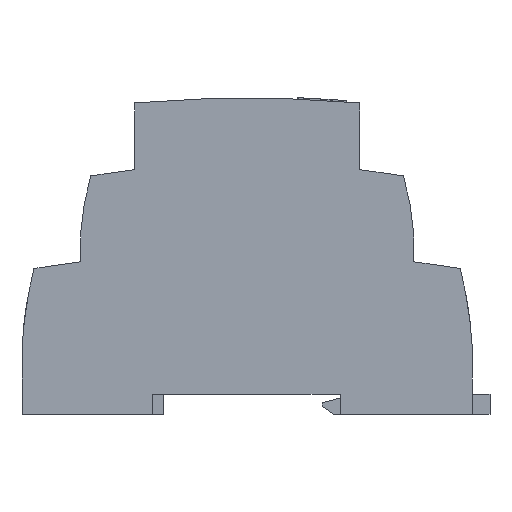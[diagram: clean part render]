
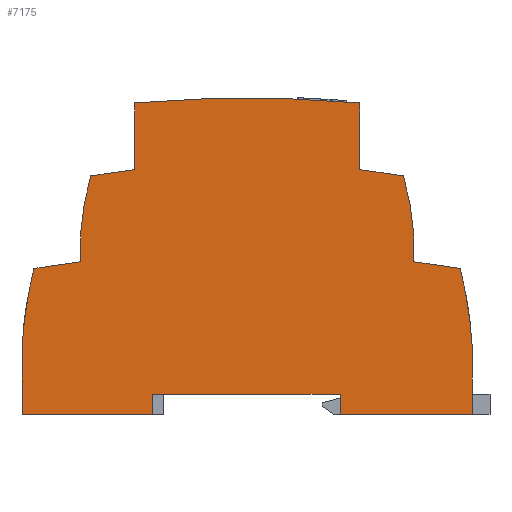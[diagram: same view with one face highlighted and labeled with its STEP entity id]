
A CAD part, left-side view. The second image highlights one B-rep face of the part: STEP entity #7175.
In plain terms, the highlighted planar face has unit normal (-1, 0, 0).
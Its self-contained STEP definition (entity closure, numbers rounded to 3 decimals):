
#1951=DIRECTION('',(0.,1.,0.));
#1952=VECTOR('',#1951,37.497);
#1953=CARTESIAN_POINT('',(3519.163,3242.497,25.028));
#1954=LINE('',#1953,#1952);
#2432=DIRECTION('',(0.,-1.,0.));
#2433=VECTOR('',#2432,26.061);
#2434=CARTESIAN_POINT('',(3519.163,3306.055,21.016));
#2435=LINE('',#2434,#2433);
#2439=DIRECTION('',(0.,0.,-1.));
#2440=VECTOR('',#2439,13.518);
#2441=CARTESIAN_POINT('',(3519.163,3306.055,34.534));
#2442=LINE('',#2441,#2440);
#2446=CARTESIAN_POINT('',(3519.163,3218.906,29.208));
#2447=DIRECTION('',(-1.,0.,0.));
#2448=DIRECTION('',(0.,0.971,0.24));
#2449=AXIS2_PLACEMENT_3D('',#2446,#2447,#2448);
#2454=DIRECTION('',(0.,0.99,-0.142));
#2455=VECTOR('',#2454,9.357);
#2456=CARTESIAN_POINT('',(3519.163,3294.402,51.494));
#2457=LINE('',#2456,#2455);
#2461=CARTESIAN_POINT('',(3519.163,3241.336,53.708));
#2462=DIRECTION('',(-1.,0.,0.));
#2463=DIRECTION('',(0.,0.96,0.282));
#2464=AXIS2_PLACEMENT_3D('',#2461,#2462,#2463);
#2469=DIRECTION('',(0.,0.99,-0.143));
#2470=VECTOR('',#2469,8.815);
#2471=CARTESIAN_POINT('',(3519.163,3283.576,69.918));
#2472=LINE('',#2471,#2470);
#2476=DIRECTION('',(0.,0.,-1.));
#2477=VECTOR('',#2476,13.321);
#2478=CARTESIAN_POINT('',(3519.163,3283.576,83.239));
#2479=LINE('',#2478,#2477);
#2483=CARTESIAN_POINT('',(3519.163,3261.076,-169.386));
#2484=DIRECTION('',(-1.,0.,0.));
#2485=DIRECTION('',(0.,-0.089,0.996));
#2486=AXIS2_PLACEMENT_3D('',#2483,#2484,#2485);
#2491=DIRECTION('',(0.,0.,1.));
#2492=VECTOR('',#2491,13.321);
#2493=CARTESIAN_POINT('',(3519.163,3238.576,69.918));
#2494=LINE('',#2493,#2492);
#2498=DIRECTION('',(0.,0.99,0.143));
#2499=VECTOR('',#2498,8.815);
#2500=CARTESIAN_POINT('',(3519.163,3229.851,68.66));
#2501=LINE('',#2500,#2499);
#2505=CARTESIAN_POINT('',(3519.163,3280.817,53.708));
#2506=DIRECTION('',(-1.,0.,0.));
#2507=DIRECTION('',(0.,-0.999,-0.042));
#2508=AXIS2_PLACEMENT_3D('',#2505,#2506,#2507);
#2513=DIRECTION('',(0.,0.99,0.142));
#2514=VECTOR('',#2513,9.357);
#2515=CARTESIAN_POINT('',(3519.163,3218.488,50.167));
#2516=LINE('',#2515,#2514);
#2520=CARTESIAN_POINT('',(3519.163,3303.246,29.208));
#2521=DIRECTION('',(-1.,0.,0.));
#2522=DIRECTION('',(0.,-0.998,0.061));
#2523=AXIS2_PLACEMENT_3D('',#2520,#2521,#2522);
#2528=DIRECTION('',(0.,0.,1.));
#2529=VECTOR('',#2528,13.518);
#2530=CARTESIAN_POINT('',(3519.163,3216.097,21.016));
#2531=LINE('',#2530,#2529);
#2535=DIRECTION('',(0.,-1.,0.));
#2536=VECTOR('',#2535,26.4);
#2537=CARTESIAN_POINT('',(3519.163,3242.497,21.016));
#2538=LINE('',#2537,#2536);
#2542=DIRECTION('',(0.,0.,-1.));
#2543=VECTOR('',#2542,4.013);
#2544=CARTESIAN_POINT('',(3519.163,3242.497,25.028));
#2545=LINE('',#2544,#2543);
#2556=DIRECTION('',(0.,0.,-1.));
#2557=VECTOR('',#2556,4.013);
#2558=CARTESIAN_POINT('',(3519.163,3279.994,25.028));
#2559=LINE('',#2558,#2557);
#6026=CARTESIAN_POINT('',(3519.163,3279.994,21.016));
#6028=VERTEX_POINT('',#6026);
#6036=CARTESIAN_POINT('',(3519.163,3279.994,25.028));
#6037=VERTEX_POINT('',#6036);
#6042=CARTESIAN_POINT('',(3519.163,3306.055,21.016));
#6043=VERTEX_POINT('',#6042);
#6058=CARTESIAN_POINT('',(3519.163,3242.497,25.028));
#6059=VERTEX_POINT('',#6058);
#6076=CARTESIAN_POINT('',(3519.163,3242.497,21.016));
#6077=VERTEX_POINT('',#6076);
#6078=CARTESIAN_POINT('',(3519.163,3306.055,34.534));
#6079=VERTEX_POINT('',#6078);
#6098=CARTESIAN_POINT('',(3519.163,3216.097,21.016));
#6099=VERTEX_POINT('',#6098);
#6102=CARTESIAN_POINT('',(3519.163,3303.665,50.167));
#6103=VERTEX_POINT('',#6102);
#6124=CARTESIAN_POINT('',(3519.163,3216.097,34.534));
#6125=VERTEX_POINT('',#6124);
#6130=CARTESIAN_POINT('',(3519.163,3294.402,51.494));
#6131=VERTEX_POINT('',#6130);
#6148=CARTESIAN_POINT('',(3519.163,3218.488,50.167));
#6149=VERTEX_POINT('',#6148);
#6152=CARTESIAN_POINT('',(3519.163,3292.301,68.66));
#6153=VERTEX_POINT('',#6152);
#6170=CARTESIAN_POINT('',(3519.163,3227.75,51.494));
#6171=VERTEX_POINT('',#6170);
#6174=CARTESIAN_POINT('',(3519.163,3283.576,69.918));
#6175=VERTEX_POINT('',#6174);
#6194=CARTESIAN_POINT('',(3519.163,3229.851,68.66));
#6195=VERTEX_POINT('',#6194);
#6196=CARTESIAN_POINT('',(3519.163,3283.576,83.239));
#6197=VERTEX_POINT('',#6196);
#6215=CARTESIAN_POINT('',(3519.163,3238.576,69.918));
#6216=VERTEX_POINT('',#6215);
#6217=CARTESIAN_POINT('',(3519.163,3238.576,83.239));
#6218=VERTEX_POINT('',#6217);
#7137=CARTESIAN_POINT('',(3519.163,3278.994,21.016));
#7138=DIRECTION('',(-1.,0.,0.));
#7139=DIRECTION('',(0.,-1.,0.));
#7140=AXIS2_PLACEMENT_3D('',#7137,#7138,#7139);
#7141=PLANE('',#7140);
#7143=ORIENTED_EDGE('',*,*,#7142,.T.);
#7144=ORIENTED_EDGE('',*,*,#6778,.F.);
#7146=ORIENTED_EDGE('',*,*,#7145,.F.);
#7148=ORIENTED_EDGE('',*,*,#7147,.F.);
#7150=ORIENTED_EDGE('',*,*,#7149,.F.);
#7152=ORIENTED_EDGE('',*,*,#7151,.F.);
#7154=ORIENTED_EDGE('',*,*,#7153,.F.);
#7156=ORIENTED_EDGE('',*,*,#7155,.F.);
#7158=ORIENTED_EDGE('',*,*,#7157,.F.);
#7160=ORIENTED_EDGE('',*,*,#7159,.F.);
#7162=ORIENTED_EDGE('',*,*,#7161,.F.);
#7164=ORIENTED_EDGE('',*,*,#7163,.F.);
#7166=ORIENTED_EDGE('',*,*,#7165,.F.);
#7168=ORIENTED_EDGE('',*,*,#7167,.F.);
#7169=ORIENTED_EDGE('',*,*,#6971,.F.);
#7170=ORIENTED_EDGE('',*,*,#7044,.F.);
#7171=ORIENTED_EDGE('',*,*,#7122,.F.);
#7172=ORIENTED_EDGE('',*,*,#6707,.T.);
#7173=EDGE_LOOP('',(#7143,#7144,#7146,#7148,#7150,#7152,#7154,#7156,#7158,#7160,
#7162,#7164,#7166,#7168,#7169,#7170,#7171,#7172));
#7174=FACE_OUTER_BOUND('',#7173,.F.);
#2450=CIRCLE('',#2449,87.311);
#2465=CIRCLE('',#2464,53.113);
#2487=CIRCLE('',#2486,253.625);
#2509=CIRCLE('',#2508,53.113);
#2524=CIRCLE('',#2523,87.311);
#6707=EDGE_CURVE('',#6059,#6037,#1954,.T.);
#6778=EDGE_CURVE('',#6043,#6028,#2435,.T.);
#6971=EDGE_CURVE('',#6099,#6125,#2531,.T.);
#7044=EDGE_CURVE('',#6077,#6099,#2538,.T.);
#7122=EDGE_CURVE('',#6059,#6077,#2545,.T.);
#7142=EDGE_CURVE('',#6037,#6028,#2559,.T.);
#7145=EDGE_CURVE('',#6079,#6043,#2442,.T.);
#7147=EDGE_CURVE('',#6103,#6079,#2450,.T.);
#7149=EDGE_CURVE('',#6131,#6103,#2457,.T.);
#7151=EDGE_CURVE('',#6153,#6131,#2465,.T.);
#7153=EDGE_CURVE('',#6175,#6153,#2472,.T.);
#7155=EDGE_CURVE('',#6197,#6175,#2479,.T.);
#7157=EDGE_CURVE('',#6218,#6197,#2487,.T.);
#7159=EDGE_CURVE('',#6216,#6218,#2494,.T.);
#7161=EDGE_CURVE('',#6195,#6216,#2501,.T.);
#7163=EDGE_CURVE('',#6171,#6195,#2509,.T.);
#7165=EDGE_CURVE('',#6149,#6171,#2516,.T.);
#7167=EDGE_CURVE('',#6125,#6149,#2524,.T.);
#7175=ADVANCED_FACE('',(#7174),#7141,.T.);
